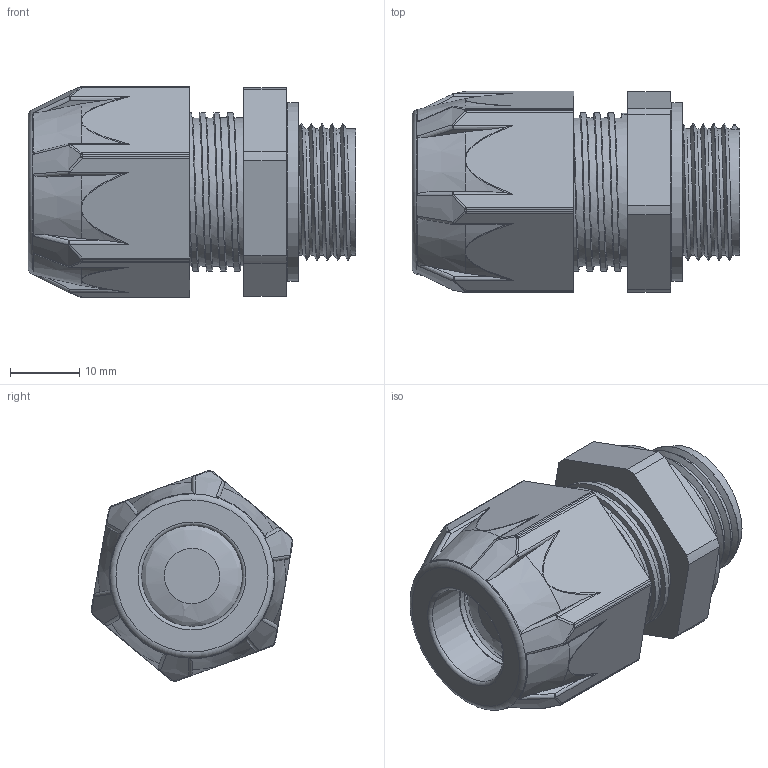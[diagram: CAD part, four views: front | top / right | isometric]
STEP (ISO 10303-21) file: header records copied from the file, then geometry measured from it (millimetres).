
FILE_DESCRIPTION(/* description */ ('Euro-Top-X-4.Generation M20x1,5, Ex e'),/* implementation_level */ '2;1');
FILE_NAME(/* name */ '85080522X4HISI-RST.stp',/* time_stamp */ '2020-02-19T14:44:03+01:00',/* author */ ('sl'),/* organization */ (''),/* preprocessor_version */ 'ST-DEVELOPER v16.5',/* originating_system */ 'Autodesk Inventor 2017',/* authorisation */ '');
FILE_SCHEMA (('AUTOMOTIVE_DESIGN { 1 0 10303 214 3 1 1 }'));
Length unit declared in the file: millimetre
Products named in the file (6): 85080522X4HISI; 85080522X4HI; 85080522X4HISI_1; 85080522X4HI_1; 85080522X4HISI_2; 85080522X4HI_2
Assembly tree (5 placements, depth 2):
  85080522X4HISI
    85080522X4HI
    85080522X4HISI_1
    85080522X4HI_1
    85080522X4HISI_2
    85080522X4HI_2
Bounding box: 47.31 x 29.14 x 30.44 mm (x, y, z)
Volume: 8901.7 mm3; surface area: 13927.1 mm2
Topology: 4 solids, 5 shells, 374 faces, 998 edges, 631 vertices
Faces by surface type: plane 127, cylinder 115, bspline 57, torus 30, sphere 24, cone 21
Full cylindrical faces by diameter (mm): 14 x1, 14.5 x1, 14.59 x2, 15.09 x1, 17.7 x1, 17.8 x1, 18.238 x6, 18.4 x1, 18.65 x1, 20 x1, 21.39 x6, 21.7 x5, 23.222 x6, 25.8 x1
Entity records: 15781 total; most frequent: CARTESIAN_POINT 7070, ORIENTED_EDGE 1780, DIRECTION 1722, EDGE_CURVE 890, AXIS2_PLACEMENT_3D 712, VERTEX_POINT 582, CIRCLE 399, EDGE_LOOP 398
